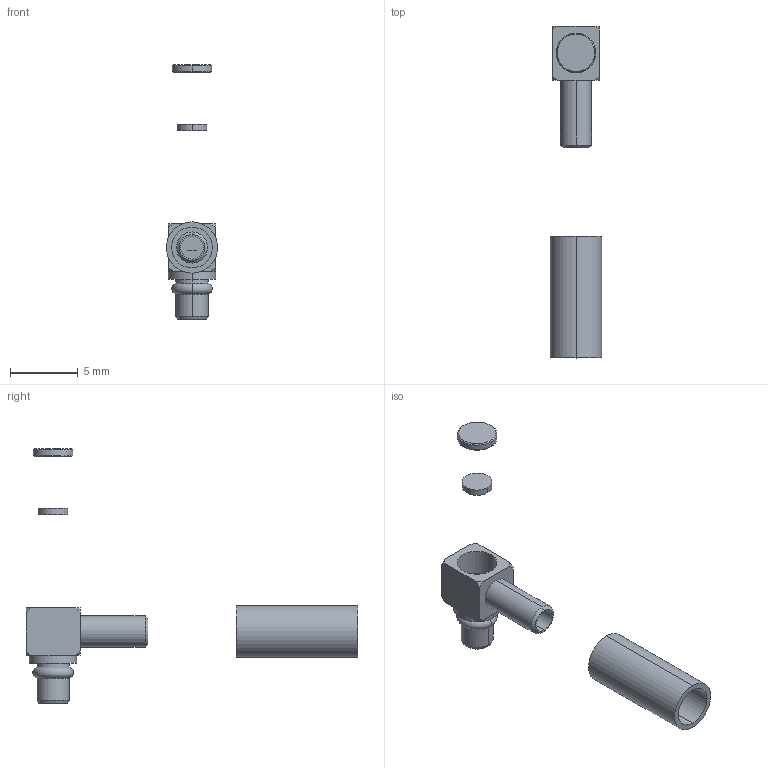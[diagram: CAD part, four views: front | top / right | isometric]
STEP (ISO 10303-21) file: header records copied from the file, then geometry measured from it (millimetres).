
FILE_DESCRIPTION (( 'STEP AP214' ), '1' );
FILE_NAME ('AMMM-1104.STEP', '2010-03-11T21:24:08', ( 'Windows XP Mode' ), ( '' ), 'SwSTEP 2.0', 'SolidWorks 2008', '' );
FILE_SCHEMA (( 'AUTOMOTIVE_DESIGN' ));
Length unit declared in the file: inch
Products named in the file (5): AMMM-1104-MA4; AMMM-1104-MA3; AMMM-1104-MA1; AMMM-1104-MA2; AMMM-1104
Assembly tree (4 placements, depth 2):
  AMMM-1104
    AMMM-1104-MA2
    AMMM-1104-MA3
    AMMM-1104-MA1
    AMMM-1104-MA4
Bounding box: 3.78 x 24.52 x 18.8 mm (x, y, z)
Volume: 98.5 mm3; surface area: 448.1 mm2
Topology: 4 solids, 4 shells, 67 faces, 142 edges, 90 vertices
Faces by surface type: cylinder 26, plane 21, torus 12, cone 8
Entity records: 2371 total; most frequent: CARTESIAN_POINT 386, DIRECTION 352, ORIENTED_EDGE 284, AXIS2_PLACEMENT_3D 152, EDGE_CURVE 142, VERTEX_POINT 90, CIRCLE 78, EDGE_LOOP 76
